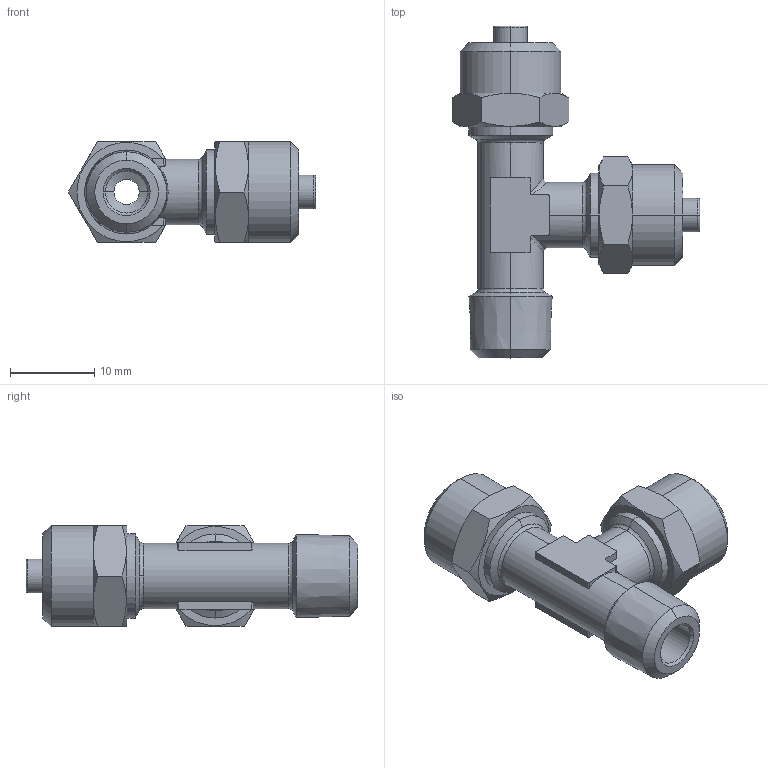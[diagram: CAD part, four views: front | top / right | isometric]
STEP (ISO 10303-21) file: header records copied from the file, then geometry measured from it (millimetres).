
FILE_DESCRIPTION (( 'STEP AP203' ), '1' );
FILE_NAME ('02110031.STEP', '2011-09-29T12:10:03', ( '' ), ( 'sopra-pneumatic' ), 'SwSTEP 2.0', 'SolidWorks 2011', '' );
FILE_SCHEMA (( 'CONFIG_CONTROL_DESIGN' ));
Length unit declared in the file: millimetre
Products named in the file (1): 02110031
Bounding box: 29.43 x 39.5 x 12 mm (x, y, z)
Volume: 3553.7 mm3; surface area: 2912.9 mm2
Topology: 1 solids, 1 shells, 140 faces, 335 edges, 202 vertices
Faces by surface type: cylinder 47, cone 42, plane 39, torus 10, bspline 2
Entity records: 4542 total; most frequent: CARTESIAN_POINT 1246, DIRECTION 687, ORIENTED_EDGE 670, EDGE_CURVE 335, AXIS2_PLACEMENT_3D 277, VERTEX_POINT 202, EDGE_LOOP 149, ADVANCED_FACE 140
